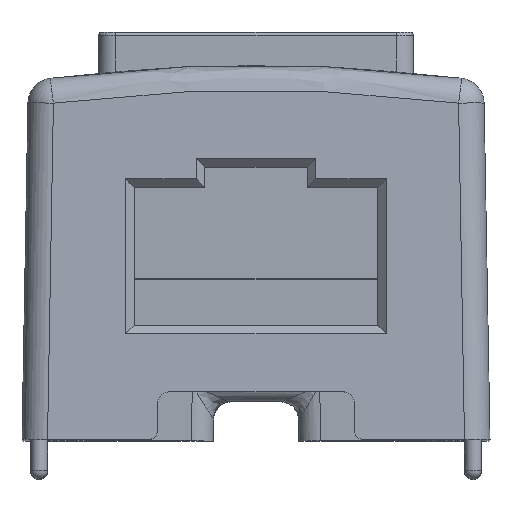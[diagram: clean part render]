
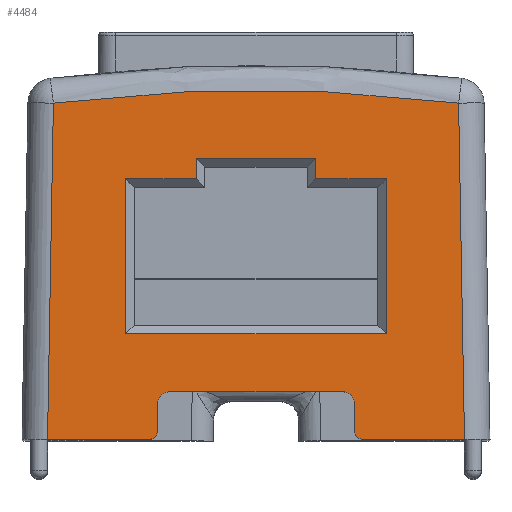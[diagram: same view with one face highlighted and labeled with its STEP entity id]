
A CAD part, top view. The second image highlights one B-rep face of the part: STEP entity #4484.
In plain terms, the highlighted planar face has unit normal (0, 0.018, 1).
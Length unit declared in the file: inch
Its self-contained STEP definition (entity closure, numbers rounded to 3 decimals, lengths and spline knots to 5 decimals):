
#55=ELLIPSE('',#4730,3.733,3.70719);
#56=ELLIPSE('',#4788,0.01969,0.01969);
#57=ELLIPSE('',#4789,0.01969,0.01969);
#58=ELLIPSE('',#4790,0.02756,0.02756);
#59=ELLIPSE('',#4791,0.02756,0.02756);
#126=FACE_BOUND('',#720,.T.);
#461=FACE_OUTER_BOUND('',#719,.T.);
#719=EDGE_LOOP('',(#3285,#3286,#3287,#3288,#3289,#3290,#3291,#3292,#3293,
#3294,#3295,#3296));
#720=EDGE_LOOP('',(#3297,#3298,#3299,#3300,#3301,#3302,#3303,#3304));
#1064=LINE('',#7876,#1515);
#1065=LINE('',#7880,#1516);
#1066=LINE('',#7881,#1517);
#1067=LINE('',#7883,#1518);
#1068=LINE('',#7885,#1519);
#1069=LINE('',#7889,#1520);
#1070=LINE('',#7893,#1521);
#1071=LINE('',#7897,#1522);
#1072=LINE('',#7899,#1523);
#1073=LINE('',#7901,#1524);
#1074=LINE('',#7903,#1525);
#1075=LINE('',#7905,#1526);
#1076=LINE('',#7907,#1527);
#1077=LINE('',#7909,#1528);
#1078=LINE('',#7910,#1529);
#1515=VECTOR('',#5430,0.06342);
#1516=VECTOR('',#5433,0.23443);
#1517=VECTOR('',#5434,0.7784);
#1518=VECTOR('',#5435,0.7784);
#1519=VECTOR('',#5436,0.23443);
#1520=VECTOR('',#5439,0.06342);
#1521=VECTOR('',#5442,0.40013);
#1522=VECTOR('',#5445,0.60306);
#1523=VECTOR('',#5446,0.35902);
#1524=VECTOR('',#5447,0.16339);
#1525=VECTOR('',#5448,0.04725);
#1526=VECTOR('',#5449,0.27628);
#1527=VECTOR('',#5450,0.04725);
#1528=VECTOR('',#5451,0.16339);
#1529=VECTOR('',#5452,0.35902);
#1898=VERTEX_POINT('',#7221);
#1899=VERTEX_POINT('',#7223);
#1972=VERTEX_POINT('',#7874);
#1973=VERTEX_POINT('',#7875);
#1974=VERTEX_POINT('',#7877);
#1975=VERTEX_POINT('',#7879);
#1976=VERTEX_POINT('',#7882);
#1977=VERTEX_POINT('',#7884);
#1978=VERTEX_POINT('',#7886);
#1979=VERTEX_POINT('',#7888);
#1980=VERTEX_POINT('',#7890);
#1981=VERTEX_POINT('',#7892);
#1982=VERTEX_POINT('',#7895);
#1983=VERTEX_POINT('',#7896);
#1984=VERTEX_POINT('',#7898);
#1985=VERTEX_POINT('',#7900);
#1986=VERTEX_POINT('',#7902);
#1987=VERTEX_POINT('',#7904);
#1988=VERTEX_POINT('',#7906);
#1989=VERTEX_POINT('',#7908);
#2348=EDGE_CURVE('',#1899,#1898,#55,.T.);
#2470=EDGE_CURVE('',#1972,#1973,#1064,.T.);
#2471=EDGE_CURVE('',#1974,#1973,#56,.T.);
#2472=EDGE_CURVE('',#1975,#1974,#1065,.T.);
#2473=EDGE_CURVE('',#1899,#1975,#1066,.T.);
#2474=EDGE_CURVE('',#1898,#1976,#1067,.T.);
#2475=EDGE_CURVE('',#1976,#1977,#1068,.T.);
#2476=EDGE_CURVE('',#1978,#1977,#57,.T.);
#2477=EDGE_CURVE('',#1978,#1979,#1069,.T.);
#2478=EDGE_CURVE('',#1979,#1980,#58,.T.);
#2479=EDGE_CURVE('',#1980,#1981,#1070,.T.);
#2480=EDGE_CURVE('',#1981,#1972,#59,.T.);
#2481=EDGE_CURVE('',#1982,#1983,#1071,.T.);
#2482=EDGE_CURVE('',#1983,#1984,#1072,.T.);
#2483=EDGE_CURVE('',#1984,#1985,#1073,.T.);
#2484=EDGE_CURVE('',#1985,#1986,#1074,.T.);
#2485=EDGE_CURVE('',#1986,#1987,#1075,.T.);
#2486=EDGE_CURVE('',#1987,#1988,#1076,.T.);
#2487=EDGE_CURVE('',#1988,#1989,#1077,.T.);
#2488=EDGE_CURVE('',#1989,#1982,#1078,.T.);
#3285=ORIENTED_EDGE('',*,*,#2470,.T.);
#3286=ORIENTED_EDGE('',*,*,#2471,.F.);
#3287=ORIENTED_EDGE('',*,*,#2472,.F.);
#3288=ORIENTED_EDGE('',*,*,#2473,.F.);
#3289=ORIENTED_EDGE('',*,*,#2348,.T.);
#3290=ORIENTED_EDGE('',*,*,#2474,.T.);
#3291=ORIENTED_EDGE('',*,*,#2475,.T.);
#3292=ORIENTED_EDGE('',*,*,#2476,.F.);
#3293=ORIENTED_EDGE('',*,*,#2477,.T.);
#3294=ORIENTED_EDGE('',*,*,#2478,.T.);
#3295=ORIENTED_EDGE('',*,*,#2479,.T.);
#3296=ORIENTED_EDGE('',*,*,#2480,.T.);
#3297=ORIENTED_EDGE('',*,*,#2481,.T.);
#3298=ORIENTED_EDGE('',*,*,#2482,.T.);
#3299=ORIENTED_EDGE('',*,*,#2483,.T.);
#3300=ORIENTED_EDGE('',*,*,#2484,.T.);
#3301=ORIENTED_EDGE('',*,*,#2485,.T.);
#3302=ORIENTED_EDGE('',*,*,#2486,.T.);
#3303=ORIENTED_EDGE('',*,*,#2487,.T.);
#3304=ORIENTED_EDGE('',*,*,#2488,.T.);
#4307=PLANE('',#4787);
#4484=ADVANCED_FACE('',(#461,#126),#4307,.T.);
#4730=AXIS2_PLACEMENT_3D('',#7224,#5214,#5215);
#4787=AXIS2_PLACEMENT_3D('',#7873,#5428,#5429);
#4788=AXIS2_PLACEMENT_3D('',#7878,#5431,#5432);
#4789=AXIS2_PLACEMENT_3D('',#7887,#5437,#5438);
#4790=AXIS2_PLACEMENT_3D('',#7891,#5440,#5441);
#4791=AXIS2_PLACEMENT_3D('',#7894,#5443,#5444);
#5214=DIRECTION('center_axis',(0.,0.017,
1.));
#5215=DIRECTION('ref_axis',(0.017,-1.,0.017));
#5428=DIRECTION('center_axis',(0.,0.017,1.));
#5429=DIRECTION('ref_axis',(1.,0.,0.));
#5430=DIRECTION('',(0.009,-1.,0.017));
#5431=DIRECTION('center_axis',(0.,-0.017,-1.));
#5432=DIRECTION('ref_axis',(0.,1.,-0.017));
#5433=DIRECTION('',(-1.,0.,0.));
#5434=DIRECTION('',(0.017,-1.,0.017));
#5435=DIRECTION('',(-0.017,-1.,0.017));
#5436=DIRECTION('',(1.,0.,0.));
#5437=DIRECTION('center_axis',(0.,-0.017,-1.));
#5438=DIRECTION('ref_axis',(0.,1.,-0.017));
#5439=DIRECTION('',(0.009,1.,-0.017));
#5440=DIRECTION('center_axis',(0.,-0.017,-1.));
#5441=DIRECTION('ref_axis',(0.,1.,-0.017));
#5442=DIRECTION('',(1.,0.,0.));
#5443=DIRECTION('center_axis',(0.,-0.017,-1.));
#5444=DIRECTION('ref_axis',(0.,1.,-0.017));
#5445=DIRECTION('',(-1.,0.,0.));
#5446=DIRECTION('',(0.,1.,-0.017));
#5447=DIRECTION('',(1.,0.,0.));
#5448=DIRECTION('',(0.,1.,-0.017));
#5449=DIRECTION('',(1.,0.,0.));
#5450=DIRECTION('',(0.,-1.,0.017));
#5451=DIRECTION('',(1.,0.,0.));
#5452=DIRECTION('',(0.,-1.,0.017));
#7221=CARTESIAN_POINT('',(-0.46871,0.77817,1.02382));
#7223=CARTESIAN_POINT('',(0.46871,0.77817,1.02382));
#7224=CARTESIAN_POINT('Origin',(0.00084,-2.92431,
1.08845));
#7873=CARTESIAN_POINT('Origin',(-0.57128,0.,1.0374));
#7874=CARTESIAN_POINT('',(0.22762,0.08292,1.03595));
#7875=CARTESIAN_POINT('',(0.22818,0.01951,1.03706));
#7876=CARTESIAN_POINT('',(0.22762,0.08292,1.03595));
#7877=CARTESIAN_POINT('',(0.24786,0.,1.0374));
#7878=CARTESIAN_POINT('Origin',(0.24786,0.01969,1.03706));
#7879=CARTESIAN_POINT('',(0.48229,0.,1.0374));
#7880=CARTESIAN_POINT('',(0.48229,0.,1.0374));
#7881=CARTESIAN_POINT('',(0.46871,0.77817,1.02382));
#7882=CARTESIAN_POINT('',(-0.48229,0.,1.0374));
#7883=CARTESIAN_POINT('',(-0.46871,0.77817,1.02382));
#7884=CARTESIAN_POINT('',(-0.24786,0.,1.0374));
#7885=CARTESIAN_POINT('',(-0.48229,0.,1.0374));
#7886=CARTESIAN_POINT('',(-0.22818,0.01951,1.03706));
#7887=CARTESIAN_POINT('Origin',(-0.24786,0.01969,1.03706));
#7888=CARTESIAN_POINT('',(-0.22762,0.08292,1.03595));
#7889=CARTESIAN_POINT('',(-0.22818,0.01951,1.03706));
#7890=CARTESIAN_POINT('',(-0.20007,0.11024,1.03548));
#7891=CARTESIAN_POINT('Origin',(-0.20007,0.08268,1.03596));
#7892=CARTESIAN_POINT('',(0.20007,0.11024,1.03548));
#7893=CARTESIAN_POINT('',(-0.20007,0.11024,1.03548));
#7894=CARTESIAN_POINT('Origin',(0.20007,0.08268,1.03596));
#7895=CARTESIAN_POINT('',(0.30153,0.2441,1.03314));
#7896=CARTESIAN_POINT('',(-0.30153,0.2441,1.03314));
#7897=CARTESIAN_POINT('',(0.30153,0.2441,1.03314));
#7898=CARTESIAN_POINT('',(-0.30153,0.60306,1.02688));
#7899=CARTESIAN_POINT('',(-0.30153,0.2441,1.03314));
#7900=CARTESIAN_POINT('',(-0.13814,0.60306,1.02688));
#7901=CARTESIAN_POINT('',(-0.30153,0.60306,1.02688));
#7902=CARTESIAN_POINT('',(-0.13814,0.6503,1.02605));
#7903=CARTESIAN_POINT('',(-0.13814,0.60306,1.02688));
#7904=CARTESIAN_POINT('',(0.13814,0.6503,1.02605));
#7905=CARTESIAN_POINT('',(-0.13814,0.6503,1.02605));
#7906=CARTESIAN_POINT('',(0.13814,0.60306,1.02688));
#7907=CARTESIAN_POINT('',(0.13814,0.6503,1.02605));
#7908=CARTESIAN_POINT('',(0.30153,0.60306,1.02688));
#7909=CARTESIAN_POINT('',(0.13814,0.60306,1.02688));
#7910=CARTESIAN_POINT('',(0.30153,0.60306,1.02688));
